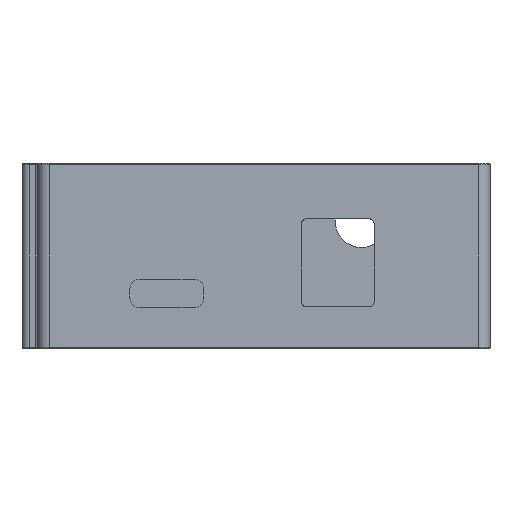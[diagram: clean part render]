
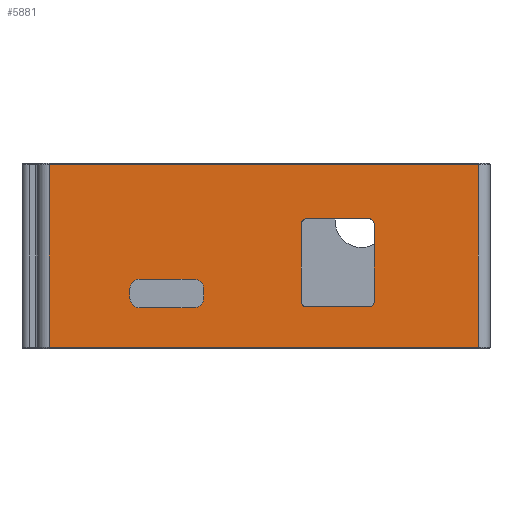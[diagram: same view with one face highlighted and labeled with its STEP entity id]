
A CAD part, left-side view. The second image highlights one B-rep face of the part: STEP entity #5881.
In plain terms, the highlighted planar face has unit normal (-1, 0, 0).
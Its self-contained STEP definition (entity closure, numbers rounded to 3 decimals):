
#1967=CARTESIAN_POINT('',(-1.687,22.075,2.));
#1968=DIRECTION('',(-1.,0.,0.));
#1969=DIRECTION('',(0.,1.,0.));
#1970=AXIS2_PLACEMENT_3D('',#1967,#1968,#1969);
#1975=DIRECTION('',(0.,-1.,0.));
#1976=VECTOR('',#1975,8.2);
#1977=CARTESIAN_POINT('',(-1.687,22.075,1.4));
#1978=LINE('',#1977,#1976);
#1982=CARTESIAN_POINT('',(-1.687,13.875,2.));
#1983=DIRECTION('',(-1.,0.,0.));
#1984=DIRECTION('',(0.,0.,-1.));
#1985=AXIS2_PLACEMENT_3D('',#1982,#1983,#1984);
#1990=DIRECTION('',(0.,0.,1.));
#1991=VECTOR('',#1990,10.2);
#1992=CARTESIAN_POINT('',(-1.687,13.275,2.));
#1993=LINE('',#1992,#1991);
#1997=CARTESIAN_POINT('',(-1.687,13.875,12.2));
#1998=DIRECTION('',(-1.,0.,0.));
#1999=DIRECTION('',(0.,-1.,0.));
#2000=AXIS2_PLACEMENT_3D('',#1997,#1998,#1999);
#2005=DIRECTION('',(0.,1.,0.));
#2006=VECTOR('',#2005,8.2);
#2007=CARTESIAN_POINT('',(-1.687,13.875,12.8));
#2008=LINE('',#2007,#2006);
#2012=CARTESIAN_POINT('',(-1.687,22.075,12.2));
#2013=DIRECTION('',(-1.,0.,0.));
#2014=DIRECTION('',(0.,0.,1.));
#2015=AXIS2_PLACEMENT_3D('',#2012,#2013,#2014);
#2020=DIRECTION('',(0.,0.,-1.));
#2021=VECTOR('',#2020,10.2);
#2022=CARTESIAN_POINT('',(-1.687,22.675,12.2));
#2023=LINE('',#2022,#2021);
#2027=CARTESIAN_POINT('',(-1.687,43.66,2.543));
#2028=DIRECTION('',(-1.,0.,0.));
#2029=DIRECTION('',(0.,1.,0.));
#2030=AXIS2_PLACEMENT_3D('',#2027,#2028,#2029);
#2035=DIRECTION('',(0.,-1.,0.));
#2036=VECTOR('',#2035,7.098);
#2037=CARTESIAN_POINT('',(-1.687,43.66,1.321));
#2038=LINE('',#2037,#2036);
#2042=CARTESIAN_POINT('',(-1.687,36.562,2.543));
#2043=DIRECTION('',(-1.,0.,0.));
#2044=DIRECTION('',(0.,0.,-1.));
#2045=AXIS2_PLACEMENT_3D('',#2042,#2043,#2044);
#2050=DIRECTION('',(0.,0.,1.));
#2051=VECTOR('',#2050,1.227);
#2052=CARTESIAN_POINT('',(-1.687,35.339,2.543));
#2053=LINE('',#2052,#2051);
#2057=CARTESIAN_POINT('',(-1.687,36.562,3.771));
#2058=DIRECTION('',(-1.,0.,0.));
#2059=DIRECTION('',(0.,-1.,0.));
#2060=AXIS2_PLACEMENT_3D('',#2057,#2058,#2059);
#2065=DIRECTION('',(0.,1.,0.));
#2066=VECTOR('',#2065,7.098);
#2067=CARTESIAN_POINT('',(-1.687,36.562,4.994));
#2068=LINE('',#2067,#2066);
#2072=CARTESIAN_POINT('',(-1.687,43.66,3.771));
#2073=DIRECTION('',(-1.,0.,0.));
#2074=DIRECTION('',(0.,0.,1.));
#2075=AXIS2_PLACEMENT_3D('',#2072,#2073,#2074);
#2080=DIRECTION('',(0.,0.,-1.));
#2081=VECTOR('',#2080,1.227);
#2082=CARTESIAN_POINT('',(-1.687,44.883,3.771));
#2083=LINE('',#2082,#2081);
#2087=DIRECTION('',(0.,1.,0.));
#2088=VECTOR('',#2087,55.596);
#2089=CARTESIAN_POINT('',(-1.687,-0.24,-3.8));
#2090=LINE('',#2089,#2088);
#2094=DIRECTION('',(0.,0.,1.));
#2095=VECTOR('',#2094,23.6);
#2096=CARTESIAN_POINT('',(-1.687,55.356,-3.8));
#2097=LINE('',#2096,#2095);
#2101=DIRECTION('',(0.,-1.,0.));
#2102=VECTOR('',#2101,55.596);
#2103=CARTESIAN_POINT('',(-1.687,55.356,19.8));
#2104=LINE('',#2103,#2102);
#2108=DIRECTION('',(0.,0.,1.));
#2109=VECTOR('',#2108,23.6);
#2110=CARTESIAN_POINT('',(-1.687,-0.24,-3.8));
#2111=LINE('',#2110,#2109);
#3991=CARTESIAN_POINT('',(-1.687,22.675,2.));
#3992=CARTESIAN_POINT('',(-1.687,22.075,1.4));
#3993=VERTEX_POINT('',#3991);
#3994=VERTEX_POINT('',#3992);
#3995=CARTESIAN_POINT('',(-1.687,13.875,1.4));
#3996=VERTEX_POINT('',#3995);
#3997=CARTESIAN_POINT('',(-1.687,13.275,2.));
#3998=VERTEX_POINT('',#3997);
#3999=CARTESIAN_POINT('',(-1.687,13.275,12.2));
#4000=VERTEX_POINT('',#3999);
#4001=CARTESIAN_POINT('',(-1.687,13.875,12.8));
#4002=VERTEX_POINT('',#4001);
#4003=CARTESIAN_POINT('',(-1.687,22.075,12.8));
#4004=VERTEX_POINT('',#4003);
#4005=CARTESIAN_POINT('',(-1.687,22.675,12.2));
#4006=VERTEX_POINT('',#4005);
#4007=CARTESIAN_POINT('',(-1.687,44.883,2.543));
#4008=CARTESIAN_POINT('',(-1.687,43.66,1.321));
#4009=VERTEX_POINT('',#4007);
#4010=VERTEX_POINT('',#4008);
#4011=CARTESIAN_POINT('',(-1.687,36.562,1.321));
#4012=VERTEX_POINT('',#4011);
#4013=CARTESIAN_POINT('',(-1.687,35.339,2.543));
#4014=VERTEX_POINT('',#4013);
#4015=CARTESIAN_POINT('',(-1.687,35.339,3.771));
#4016=VERTEX_POINT('',#4015);
#4017=CARTESIAN_POINT('',(-1.687,36.562,4.994));
#4018=VERTEX_POINT('',#4017);
#4019=CARTESIAN_POINT('',(-1.687,43.66,4.994));
#4020=VERTEX_POINT('',#4019);
#4021=CARTESIAN_POINT('',(-1.687,44.883,3.771));
#4022=VERTEX_POINT('',#4021);
#4179=CARTESIAN_POINT('',(-1.687,-0.24,-3.8));
#4180=CARTESIAN_POINT('',(-1.687,55.356,-3.8));
#4181=VERTEX_POINT('',#4179);
#4182=VERTEX_POINT('',#4180);
#4211=CARTESIAN_POINT('',(-1.687,55.356,19.8));
#4212=CARTESIAN_POINT('',(-1.687,-0.24,19.8));
#4213=VERTEX_POINT('',#4211);
#4214=VERTEX_POINT('',#4212);
#5832=CARTESIAN_POINT('',(-1.687,0.944,20.));
#5833=DIRECTION('',(-1.,0.,0.));
#5834=DIRECTION('',(0.,1.,0.));
#5835=AXIS2_PLACEMENT_3D('',#5832,#5833,#5834);
#5836=PLANE('',#5835);
#5837=ORIENTED_EDGE('',*,*,#5443,.T.);
#5839=ORIENTED_EDGE('',*,*,#5838,.T.);
#5841=ORIENTED_EDGE('',*,*,#5840,.T.);
#5842=ORIENTED_EDGE('',*,*,#5812,.F.);
#5843=EDGE_LOOP('',(#5837,#5839,#5841,#5842));
#5844=FACE_OUTER_BOUND('',#5843,.F.);
#5846=ORIENTED_EDGE('',*,*,#5845,.T.);
#5848=ORIENTED_EDGE('',*,*,#5847,.T.);
#5850=ORIENTED_EDGE('',*,*,#5849,.T.);
#5852=ORIENTED_EDGE('',*,*,#5851,.T.);
#5854=ORIENTED_EDGE('',*,*,#5853,.T.);
#5856=ORIENTED_EDGE('',*,*,#5855,.T.);
#5858=ORIENTED_EDGE('',*,*,#5857,.T.);
#5860=ORIENTED_EDGE('',*,*,#5859,.T.);
#5861=EDGE_LOOP('',(#5846,#5848,#5850,#5852,#5854,#5856,#5858,#5860));
#5862=FACE_BOUND('',#5861,.F.);
#5864=ORIENTED_EDGE('',*,*,#5863,.T.);
#5866=ORIENTED_EDGE('',*,*,#5865,.T.);
#5868=ORIENTED_EDGE('',*,*,#5867,.T.);
#5870=ORIENTED_EDGE('',*,*,#5869,.T.);
#5872=ORIENTED_EDGE('',*,*,#5871,.T.);
#5874=ORIENTED_EDGE('',*,*,#5873,.T.);
#5876=ORIENTED_EDGE('',*,*,#5875,.T.);
#5878=ORIENTED_EDGE('',*,*,#5877,.T.);
#5879=EDGE_LOOP('',(#5864,#5866,#5868,#5870,#5872,#5874,#5876,#5878));
#5880=FACE_BOUND('',#5879,.F.);
#1971=CIRCLE('',#1970,0.6);
#1986=CIRCLE('',#1985,0.6);
#2001=CIRCLE('',#2000,0.6);
#2016=CIRCLE('',#2015,0.6);
#2031=CIRCLE('',#2030,1.223);
#2046=CIRCLE('',#2045,1.223);
#2061=CIRCLE('',#2060,1.223);
#2076=CIRCLE('',#2075,1.223);
#5443=EDGE_CURVE('',#4181,#4182,#2090,.T.);
#5812=EDGE_CURVE('',#4181,#4214,#2111,.T.);
#5838=EDGE_CURVE('',#4182,#4213,#2097,.T.);
#5840=EDGE_CURVE('',#4213,#4214,#2104,.T.);
#5845=EDGE_CURVE('',#4009,#4010,#2031,.T.);
#5847=EDGE_CURVE('',#4010,#4012,#2038,.T.);
#5849=EDGE_CURVE('',#4012,#4014,#2046,.T.);
#5851=EDGE_CURVE('',#4014,#4016,#2053,.T.);
#5853=EDGE_CURVE('',#4016,#4018,#2061,.T.);
#5855=EDGE_CURVE('',#4018,#4020,#2068,.T.);
#5857=EDGE_CURVE('',#4020,#4022,#2076,.T.);
#5859=EDGE_CURVE('',#4022,#4009,#2083,.T.);
#5863=EDGE_CURVE('',#3993,#3994,#1971,.T.);
#5865=EDGE_CURVE('',#3994,#3996,#1978,.T.);
#5867=EDGE_CURVE('',#3996,#3998,#1986,.T.);
#5869=EDGE_CURVE('',#3998,#4000,#1993,.T.);
#5871=EDGE_CURVE('',#4000,#4002,#2001,.T.);
#5873=EDGE_CURVE('',#4002,#4004,#2008,.T.);
#5875=EDGE_CURVE('',#4004,#4006,#2016,.T.);
#5877=EDGE_CURVE('',#4006,#3993,#2023,.T.);
#5881=ADVANCED_FACE('',(#5844,#5862,#5880),#5836,.T.);
